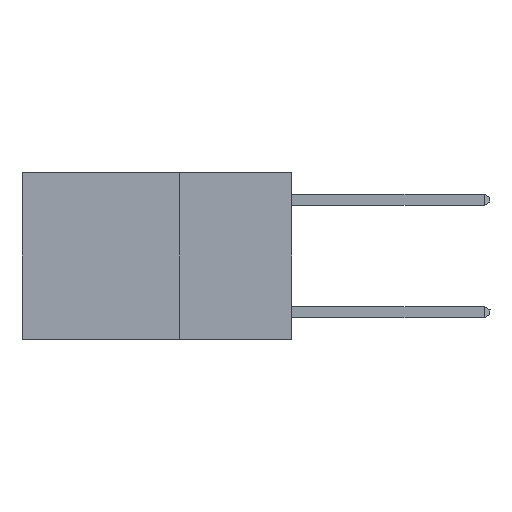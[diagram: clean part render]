
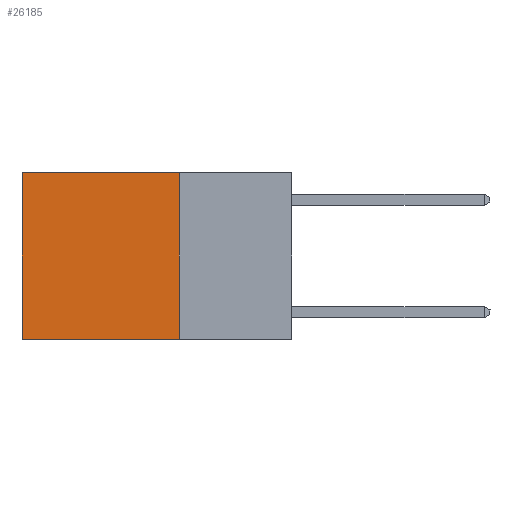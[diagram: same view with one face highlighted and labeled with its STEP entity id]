
A CAD part, left-side view. The second image highlights one B-rep face of the part: STEP entity #26185.
In plain terms, the highlighted planar face has unit normal (-1, 0, 0).
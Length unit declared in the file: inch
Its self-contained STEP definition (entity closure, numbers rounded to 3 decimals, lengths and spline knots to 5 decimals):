
#628 = LINE ( 'NONE', #5049, #17418 ) ;
#2276 = AXIS2_PLACEMENT_3D ( 'NONE', #5032, #9437, #24599 ) ;
#3548 = CARTESIAN_POINT ( 'NONE',  ( 0.2625, 0.25, 0. ) ) ;
#3654 = DIRECTION ( 'NONE',  ( 0., 0., -1. ) ) ;
#5032 = CARTESIAN_POINT ( 'NONE',  ( 0.2625, 0.25, 0. ) ) ;
#5049 = CARTESIAN_POINT ( 'NONE',  ( 0.2625, 0.25, -0.37 ) ) ;
#5793 = VERTEX_POINT ( 'NONE', #15934 ) ;
#6163 = CARTESIAN_POINT ( 'NONE',  ( 0.2625, 0.25, 0. ) ) ;
#6860 = ORIENTED_EDGE ( 'NONE', *, *, #10702, .T. ) ;
#7927 = ORIENTED_EDGE ( 'NONE', *, *, #27469, .T. ) ;
#8013 = CARTESIAN_POINT ( 'NONE',  ( 0.2625, 0.6, -0.37 ) ) ;
#8382 = DIRECTION ( 'NONE',  ( 0., 0., -1. ) ) ;
#9437 = DIRECTION ( 'NONE',  ( 1., 0., 0. ) ) ;
#10702 = EDGE_CURVE ( 'NONE', #15099, #14951, #26267, .T. ) ;
#10859 = ORIENTED_EDGE ( 'NONE', *, *, #20555, .F. ) ;
#11836 = LINE ( 'NONE', #6163, #23366 ) ;
#12248 = CARTESIAN_POINT ( 'NONE',  ( 0.2625, 0.6, 0. ) ) ;
#13712 = PLANE ( 'NONE',  #2276 ) ;
#14923 = EDGE_LOOP ( 'NONE', ( #7927, #24342, #10859, #6860 ) ) ;
#14951 = VERTEX_POINT ( 'NONE', #12248 ) ;
#15099 = VERTEX_POINT ( 'NONE', #21347 ) ;
#15460 = LINE ( 'NONE', #21064, #26204 ) ;
#15934 = CARTESIAN_POINT ( 'NONE',  ( 0.2625, 0.25, -0.37 ) ) ;
#16192 = VECTOR ( 'NONE', #18761, 39.37008 ) ;
#17418 = VECTOR ( 'NONE', #18083, 39.37008 ) ;
#18004 = EDGE_CURVE ( 'NONE', #5793, #25732, #628, .T. ) ;
#18083 = DIRECTION ( 'NONE',  ( 0., 1., 0. ) ) ;
#18761 = DIRECTION ( 'NONE',  ( 0., 1., 0. ) ) ;
#20555 = EDGE_CURVE ( 'NONE', #15099, #5793, #11836, .T. ) ;
#21064 = CARTESIAN_POINT ( 'NONE',  ( 0.2625, 0.6, 0. ) ) ;
#21347 = CARTESIAN_POINT ( 'NONE',  ( 0.2625, 0.25, 0. ) ) ;
#23366 = VECTOR ( 'NONE', #8382, 39.37008 ) ;
#23589 = FACE_OUTER_BOUND ( 'NONE', #14923, .T. ) ;
#24342 = ORIENTED_EDGE ( 'NONE', *, *, #18004, .F. ) ;
#24599 = DIRECTION ( 'NONE',  ( 0., 0., -1. ) ) ;
#25732 = VERTEX_POINT ( 'NONE', #8013 ) ;
#26185 = ADVANCED_FACE ( 'NONE', ( #23589 ), #13712, .F. ) ;
#26204 = VECTOR ( 'NONE', #3654, 39.37008 ) ;
#26267 = LINE ( 'NONE', #3548, #16192 ) ;
#27469 = EDGE_CURVE ( 'NONE', #14951, #25732, #15460, .T. ) ;
